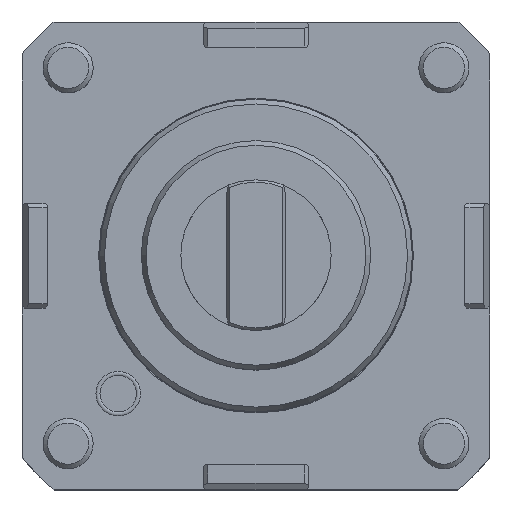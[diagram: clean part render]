
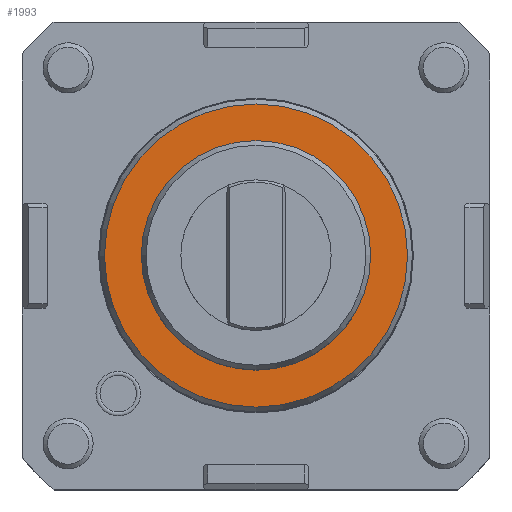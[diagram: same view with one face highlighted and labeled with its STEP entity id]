
A CAD part, top view. The second image highlights one B-rep face of the part: STEP entity #1993.
In plain terms, the highlighted planar face has unit normal (0, 0, 1).
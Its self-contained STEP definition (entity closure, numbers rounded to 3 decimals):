
#66=FACE_BOUND('',#300,.T.);
#90=CIRCLE('',#2159,36.295);
#95=CIRCLE('',#2166,27.475);
#172=FACE_OUTER_BOUND('',#299,.T.);
#299=EDGE_LOOP('',(#1394));
#300=EDGE_LOOP('',(#1395));
#886=VERTEX_POINT('',#3073);
#891=VERTEX_POINT('',#3087);
#1081=EDGE_CURVE('',#886,#886,#90,.T.);
#1088=EDGE_CURVE('',#891,#891,#95,.T.);
#1394=ORIENTED_EDGE('',*,*,#1081,.F.);
#1395=ORIENTED_EDGE('',*,*,#1088,.F.);
#1903=PLANE('',#2165);
#1993=ADVANCED_FACE('',(#172,#66),#1903,.T.);
#2159=AXIS2_PLACEMENT_3D('',#3074,#2442,#2443);
#2165=AXIS2_PLACEMENT_3D('',#3086,#2456,#2457);
#2166=AXIS2_PLACEMENT_3D('',#3088,#2458,#2459);
#2442=DIRECTION('center_axis',(0.,0.,-1.));
#2443=DIRECTION('ref_axis',(0.,-1.,0.));
#2456=DIRECTION('center_axis',(0.,0.,1.));
#2457=DIRECTION('ref_axis',(1.,0.,0.));
#2458=DIRECTION('center_axis',(0.,0.,1.));
#2459=DIRECTION('ref_axis',(0.,1.,0.));
#3073=CARTESIAN_POINT('',(0.,36.295,43.));
#3074=CARTESIAN_POINT('Origin',(0.,0.,43.));
#3086=CARTESIAN_POINT('Origin',(0.,32.463,43.));
#3087=CARTESIAN_POINT('',(0.,-27.475,43.));
#3088=CARTESIAN_POINT('Origin',(0.,0.,43.));
